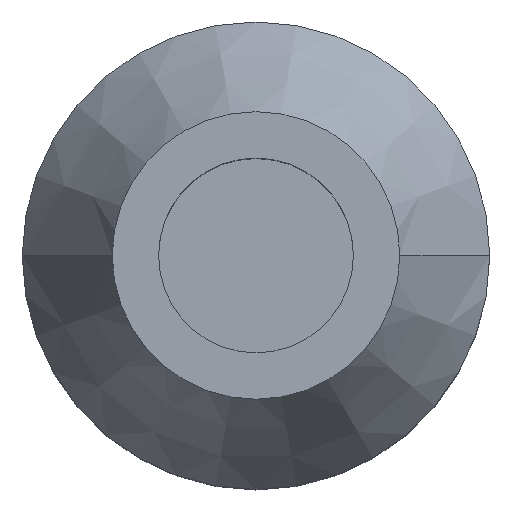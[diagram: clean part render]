
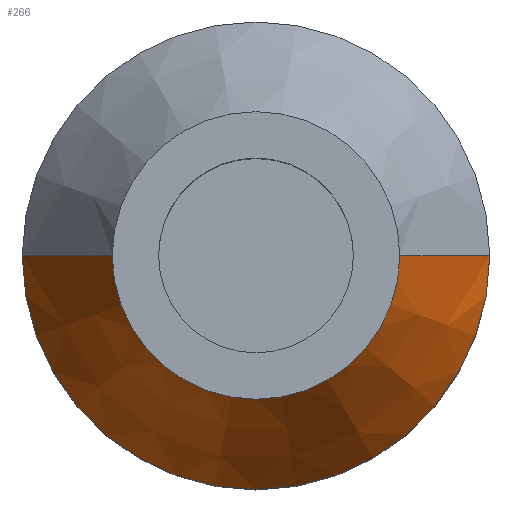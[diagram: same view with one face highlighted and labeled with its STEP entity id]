
A CAD part, top view. The second image highlights one B-rep face of the part: STEP entity #266.
In plain terms, the highlighted conical face has half-angle 30 degrees and reference radius 6 mm.
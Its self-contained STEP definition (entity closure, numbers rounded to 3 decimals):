
#8 = VERTEX_POINT ( 'NONE', #54 ) ;
#9 = CARTESIAN_POINT ( 'NONE',  ( 0., 0., 8. ) ) ;
#12 = FACE_OUTER_BOUND ( 'NONE', #446, .T. ) ;
#15 = DIRECTION ( 'NONE',  ( -0.5, 0., -0.866 ) ) ;
#27 = CARTESIAN_POINT ( 'NONE',  ( 0., 0., 12. ) ) ;
#44 = EDGE_CURVE ( 'NONE', #114, #80, #152, .T. ) ;
#49 = DIRECTION ( 'NONE',  ( -1., 0., 0. ) ) ;
#54 = CARTESIAN_POINT ( 'NONE',  ( -6., 0., 8. ) ) ;
#64 = DIRECTION ( 'NONE',  ( 1., 0., 0. ) ) ;
#80 = VERTEX_POINT ( 'NONE', #130 ) ;
#82 = CARTESIAN_POINT ( 'NONE',  ( 6., 0., 8. ) ) ;
#85 = DIRECTION ( 'NONE',  ( 0., 0., -1. ) ) ;
#95 = CARTESIAN_POINT ( 'NONE',  ( 0., 0., 8. ) ) ;
#113 = AXIS2_PLACEMENT_3D ( 'NONE', #9, #85, #49 ) ;
#114 = VERTEX_POINT ( 'NONE', #117 ) ;
#117 = CARTESIAN_POINT ( 'NONE',  ( -3.691, 0., 12. ) ) ;
#130 = CARTESIAN_POINT ( 'NONE',  ( 3.691, 0., 12. ) ) ;
#152 = CIRCLE ( 'NONE', #442, 3.691 ) ;
#155 = DIRECTION ( 'NONE',  ( 0., 0., 1. ) ) ;
#160 = ORIENTED_EDGE ( 'NONE', *, *, #44, .F. ) ;
#169 = CARTESIAN_POINT ( 'NONE',  ( -6., 0., 8. ) ) ;
#179 = LINE ( 'NONE', #415, #478 ) ;
#180 = VERTEX_POINT ( 'NONE', #82 ) ;
#194 = VECTOR ( 'NONE', #15, 1000. ) ;
#204 = CIRCLE ( 'NONE', #421, 6. ) ;
#266 = ADVANCED_FACE ( 'NONE', ( #12 ), #311, .T. ) ;
#281 = ORIENTED_EDGE ( 'NONE', *, *, #455, .T. ) ;
#297 = DIRECTION ( 'NONE',  ( 0.5, 0., -0.866 ) ) ;
#311 = CONICAL_SURFACE ( 'NONE', #113, 6., 0.524 ) ;
#336 = DIRECTION ( 'NONE',  ( 0., 0., 1. ) ) ;
#347 = EDGE_CURVE ( 'NONE', #80, #180, #179, .T. ) ;
#348 = DIRECTION ( 'NONE',  ( 1., 0., 0. ) ) ;
#350 = ORIENTED_EDGE ( 'NONE', *, *, #487, .T. ) ;
#415 = CARTESIAN_POINT ( 'NONE',  ( 6., 0., 8. ) ) ;
#421 = AXIS2_PLACEMENT_3D ( 'NONE', #95, #336, #64 ) ;
#442 = AXIS2_PLACEMENT_3D ( 'NONE', #27, #155, #348 ) ;
#446 = EDGE_LOOP ( 'NONE', ( #474, #160, #350, #281 ) ) ;
#455 = EDGE_CURVE ( 'NONE', #8, #180, #204, .T. ) ;
#474 = ORIENTED_EDGE ( 'NONE', *, *, #347, .F. ) ;
#478 = VECTOR ( 'NONE', #297, 1000. ) ;
#487 = EDGE_CURVE ( 'NONE', #114, #8, #501, .T. ) ;
#501 = LINE ( 'NONE', #169, #194 ) ;
